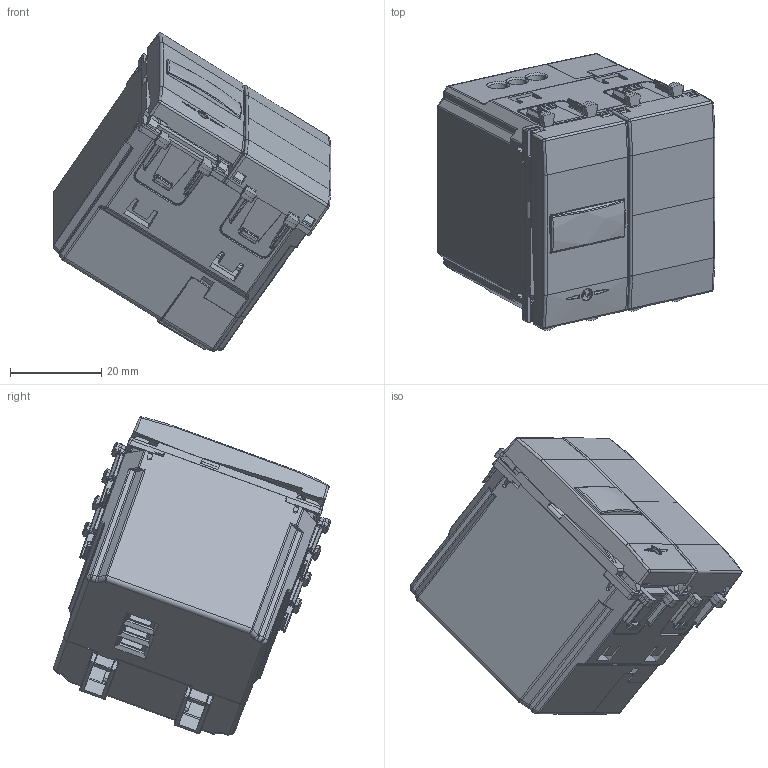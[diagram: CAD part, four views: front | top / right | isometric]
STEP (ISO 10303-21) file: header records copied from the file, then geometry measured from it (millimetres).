
FILE_DESCRIPTION(('CATIA V5 STEP Exchange'),'2;1');
FILE_NAME('441ABR1S.stp','2023-10-05T14:37:35+00:00',('none'),('none'),'CATIA Version 5-6 Release 2016 SP6','CATIA V5 STEP AP203','none');
FILE_SCHEMA(('CONFIG_CONTROL_DESIGN'));
Products named in the file (1): 441ABR1S
Assembly tree (8 placements, depth 2):
  441ABR1S
    #57
    #21048
    #49352
    #69329
    #74700
    #87554
    #91286
    #93308
Bounding box: 60.7 x 60.59 x 69.6 mm (x, y, z)
Volume: 22361 mm3; surface area: 33829.7 mm2
Topology: 7 solids, 7 shells, 2427 faces, 6648 edges, 4132 vertices
Faces by surface type: plane 1217, cylinder 740, bspline 198, cone 126, sphere 87, torus 50, revolution 9
Entity records: 93325 total; most frequent: CARTESIAN_POINT 39860, ORIENTED_EDGE 13062, DIRECTION 7699, EDGE_CURVE 6531, VERTEX_POINT 4123, VECTOR 3550, LINE 3550, EDGE_LOOP 2494
